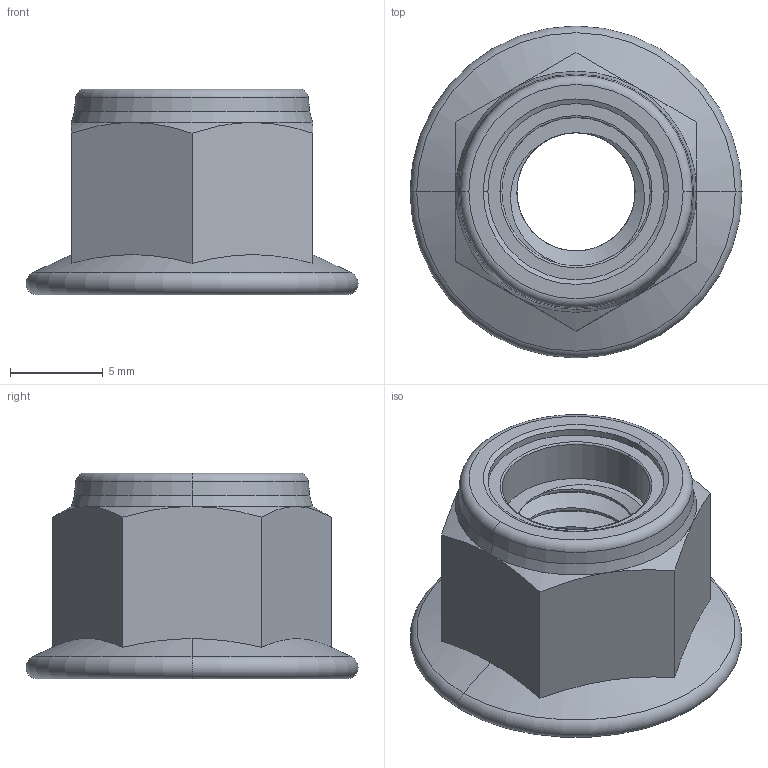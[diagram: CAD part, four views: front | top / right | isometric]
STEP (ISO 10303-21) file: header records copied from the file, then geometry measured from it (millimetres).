
FILE_DESCRIPTION (( 'STEP AP214' ), '1' );
FILE_NAME ('M8x1.25 10.9 Nylon-Insert Flange Locknut_Zinc Plated (00HNT-3407-301-00).STEP', '2024-09-27T14:49:21', ( '' ), ( '' ), 'SwSTEP 2.0', 'SolidWorks 2020', '' );
FILE_SCHEMA (( 'AUTOMOTIVE_DESIGN' ));
Length unit declared in the file: millimetre
Products named in the file (1): M8x1.25 10.9 Nylon-Insert Flange Locknut_Zinc Plated (00HNT-3407-301-00)
Bounding box: 17.9 x 17.9 x 11.1 mm (x, y, z)
Volume: 1239.6 mm3; surface area: 1482.9 mm2
Topology: 2 solids, 2 shells, 60 faces, 144 edges, 90 vertices
Faces by surface type: cylinder 22, cone 17, plane 12, torus 6, bspline 3
Entity records: 3164 total; most frequent: CARTESIAN_POINT 1840, ORIENTED_EDGE 288, DIRECTION 246, EDGE_CURVE 144, AXIS2_PLACEMENT_3D 104, VERTEX_POINT 90, EDGE_LOOP 66, ADVANCED_FACE 60
